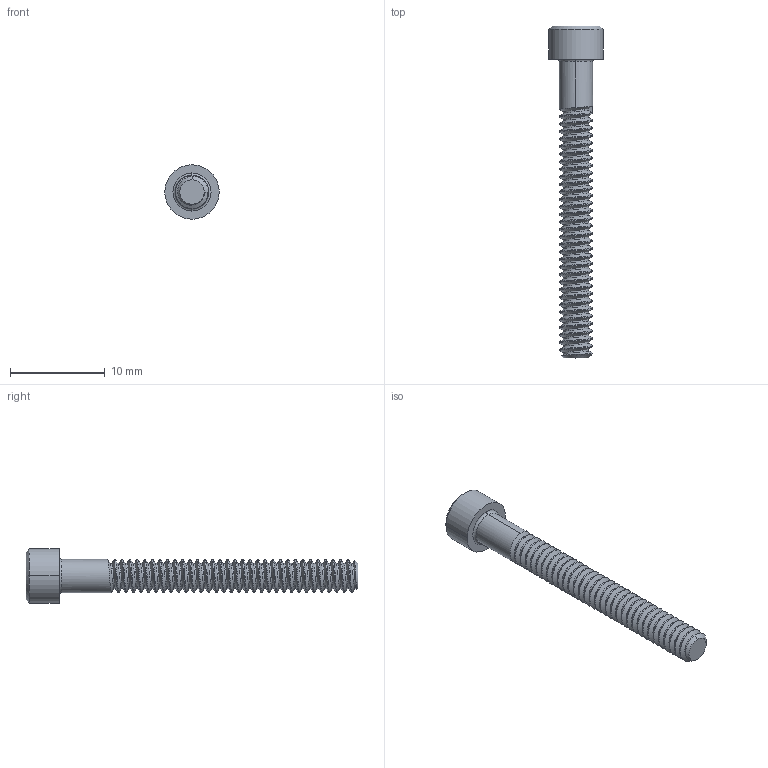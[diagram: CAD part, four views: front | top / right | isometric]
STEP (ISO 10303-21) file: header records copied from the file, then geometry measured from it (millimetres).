
FILE_DESCRIPTION (( 'STEP AP214' ), '1' );
FILE_NAME ('39089_TXM-Long Screw.STEP', '2017-01-16T14:33:01', ( '' ), ( '' ), 'SwSTEP 2.0', 'SolidWorks 2016', '' );
FILE_SCHEMA (( 'AUTOMOTIVE_DESIGN' ));
Length unit declared in the file: millimetre
Products named in the file (2): 39089_TXM-Long Screw
Bounding box: 5.74 x 35.01 x 5.74 mm (x, y, z)
Volume: 318 mm3; surface area: 587.2 mm2
Topology: 1 solids, 1 shells, 96 faces, 268 edges, 174 vertices
Faces by surface type: cylinder 68, plane 17, cone 6, bspline 3, torus 2
Entity records: 9109 total; most frequent: CARTESIAN_POINT 6965, ORIENTED_EDGE 532, DIRECTION 329, EDGE_CURVE 266, VERTEX_POINT 174, AXIS2_PLACEMENT_3D 115, LINE 99, VECTOR 99
